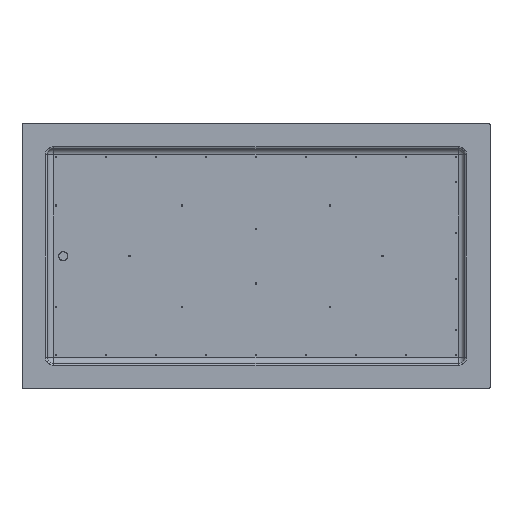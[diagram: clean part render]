
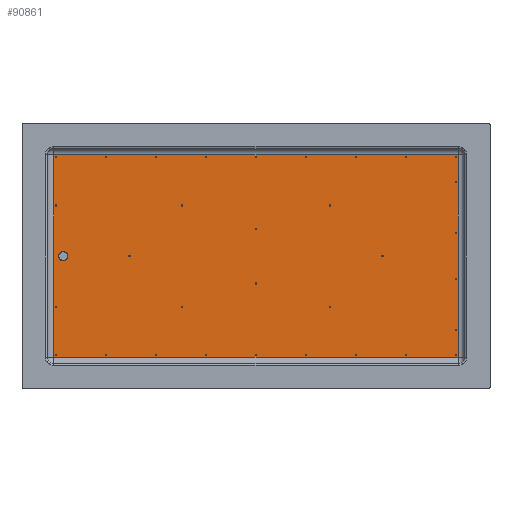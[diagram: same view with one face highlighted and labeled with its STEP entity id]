
A CAD part, top view. The second image highlights one B-rep face of the part: STEP entity #90861.
In plain terms, the highlighted planar face has unit normal (0, 0, 1).
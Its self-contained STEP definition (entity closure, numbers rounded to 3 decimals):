
#2920=FACE_BOUND('',#14794,.T.);
#4692=PLANE('',#97676);
#9779=FACE_OUTER_BOUND('',#14793,.T.);
#14793=EDGE_LOOP('',(#71609,#71610,#71611,#71612));
#14794=EDGE_LOOP('',(#71613,#71614));
#21893=LINE('',#161771,#29200);
#21894=LINE('',#161777,#29201);
#21896=LINE('',#161785,#29203);
#21898=LINE('',#161793,#29205);
#29200=VECTOR('',#115213,10.);
#29201=VECTOR('',#115220,10.);
#29203=VECTOR('',#115230,10.);
#29205=VECTOR('',#115242,10.);
#33710=CIRCLE('',#97602,11.);
#33711=CIRCLE('',#97603,11.);
#40412=VERTEX_POINT('',#161655);
#40413=VERTEX_POINT('',#161656);
#40443=VERTEX_POINT('',#161768);
#40444=VERTEX_POINT('',#161770);
#40445=VERTEX_POINT('',#161774);
#40447=VERTEX_POINT('',#161782);
#51506=EDGE_CURVE('',#40412,#40413,#33710,.T.);
#51507=EDGE_CURVE('',#40413,#40412,#33711,.T.);
#51563=EDGE_CURVE('',#40444,#40443,#21893,.T.);
#51566=EDGE_CURVE('',#40443,#40445,#21894,.T.);
#51570=EDGE_CURVE('',#40445,#40447,#21896,.T.);
#51575=EDGE_CURVE('',#40447,#40444,#21898,.T.);
#71609=ORIENTED_EDGE('',*,*,#51563,.T.);
#71610=ORIENTED_EDGE('',*,*,#51566,.T.);
#71611=ORIENTED_EDGE('',*,*,#51570,.T.);
#71612=ORIENTED_EDGE('',*,*,#51575,.T.);
#71613=ORIENTED_EDGE('',*,*,#51506,.T.);
#71614=ORIENTED_EDGE('',*,*,#51507,.T.);
#90861=ADVANCED_FACE('',(#9779,#2920),#4692,.F.);
#97602=AXIS2_PLACEMENT_3D('',#161657,#115075,#115076);
#97603=AXIS2_PLACEMENT_3D('',#161658,#115077,#115078);
#97676=AXIS2_PLACEMENT_3D('',#161804,#115260,#115261);
#115075=DIRECTION('center_axis',(0.,0.,-1.));
#115076=DIRECTION('ref_axis',(1.,0.,0.));
#115077=DIRECTION('center_axis',(0.,0.,-1.));
#115078=DIRECTION('ref_axis',(1.,0.,0.));
#115213=DIRECTION('',(0.,-1.,0.));
#115220=DIRECTION('',(1.,0.,0.));
#115230=DIRECTION('',(0.,1.,0.));
#115242=DIRECTION('',(-1.,0.,0.));
#115260=DIRECTION('center_axis',(0.,0.,-1.));
#115261=DIRECTION('ref_axis',(-1.,0.,0.));
#161655=CARTESIAN_POINT('',(-446.5,0.,-103.5));
#161656=CARTESIAN_POINT('',(-468.5,0.,-103.5));
#161657=CARTESIAN_POINT('Origin',(-457.5,0.,-103.5));
#161658=CARTESIAN_POINT('Origin',(-457.5,0.,-103.5));
#161768=CARTESIAN_POINT('',(-480.,-240.,-103.5));
#161770=CARTESIAN_POINT('',(-480.,240.,-103.5));
#161771=CARTESIAN_POINT('',(-480.,-128.25,-103.5));
#161774=CARTESIAN_POINT('',(480.,-240.,-103.5));
#161777=CARTESIAN_POINT('',(248.25,-240.,-103.5));
#161782=CARTESIAN_POINT('',(480.,240.,-103.5));
#161785=CARTESIAN_POINT('',(480.,128.25,-103.5));
#161793=CARTESIAN_POINT('',(-248.25,240.,-103.5));
#161804=CARTESIAN_POINT('Origin',(0.,0.,
-103.5));
